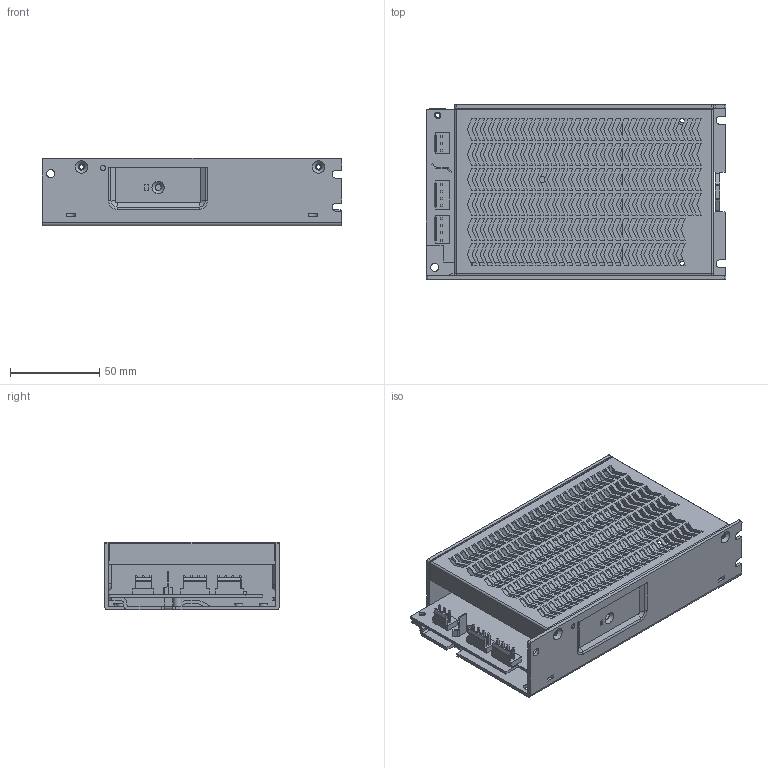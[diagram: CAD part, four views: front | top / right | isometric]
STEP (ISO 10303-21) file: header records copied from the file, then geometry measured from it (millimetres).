
FILE_DESCRIPTION(/* description */ (''),/* implementation_level */ '2;1');
FILE_NAME(/* name */ 'MYD-150W-C.stp',/* time_stamp */ '2023-07-21T16:38:14+08:00',/* author */ (''),/* organization */ (''),/* preprocessor_version */ 'ST-DEVELOPER v19.3',/* originating_system */ 'SIEMENS PLM Software NX2212.3001',/* authorisation */ '');
FILE_SCHEMA (('AP203_CONFIGURATION_CONTROLLED_3D_DESIGN_OF_MECHANICAL_PARTS_AND_ASSEMBLIES_MIM_LF { 1 0 10303 403 2 1 2}'));
Length unit declared in the file: millimetre
Products named in the file (8): 401T1DZZ0000005; A01T1DZZ0000006; A01T1DZGDP00001; MPS-035&050&075-A01P01; A04WJJSK0000008; 铆钉; A04WJJSK0000009_MODEL; MYD-150W-C
Assembly tree (9 placements, depth 3):
  MYD-150W-C
    A04WJJSK0000009_MODEL
      铆钉
    铆钉
    A04WJJSK0000008
    MPS-035&050&075-A01P01
    A01T1DZGDP00001
    A01T1DZZ0000006  x2
    401T1DZZ0000005
Bounding box: 168 x 98 x 38 mm (x, y, z)
Volume: 84715.7 mm3; surface area: 112760.9 mm2
Topology: 21 solids, 21 shells, 1633 faces, 4565 edges, 3004 vertices
Faces by surface type: plane 1470, cylinder 127, cone 17, torus 12, bspline 4, extrusion 3
Full cylindrical faces by diameter (mm): 2.5 x15, 3 x4, 3.4 x7, 3.6 x5, 4.5 x10, 4.8 x3
Entity records: 51059 total; most frequent: CARTESIAN_POINT 8882, ORIENTED_EDGE 8696, DIRECTION 7804, EDGE_CURVE 4348, VECTOR 4046, LINE 4043, VERTEX_POINT 2896, EDGE_LOOP 2064
